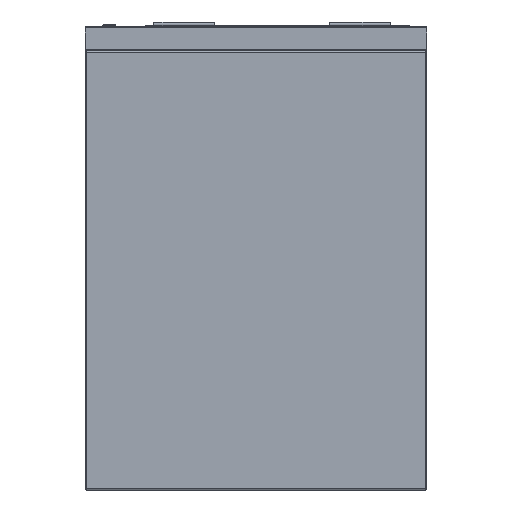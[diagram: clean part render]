
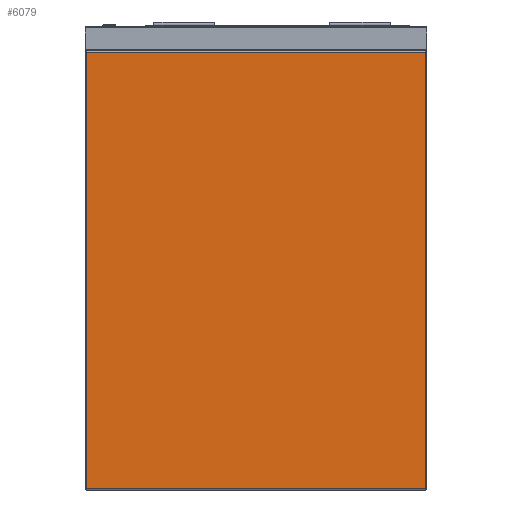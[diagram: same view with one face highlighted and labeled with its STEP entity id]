
A CAD part, left-side view. The second image highlights one B-rep face of the part: STEP entity #6079.
In plain terms, the highlighted planar face has unit normal (-1, 0, 0).
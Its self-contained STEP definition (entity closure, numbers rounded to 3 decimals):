
#246 = PLANE ( 'NONE',  #14128 ) ;
#1687 = DIRECTION ( 'NONE',  ( 0., 0., -1. ) ) ;
#2767 = VERTEX_POINT ( 'NONE', #12491 ) ;
#2883 = EDGE_LOOP ( 'NONE', ( #3140, #15393, #6358, #13843 ) ) ;
#3140 = ORIENTED_EDGE ( 'NONE', *, *, #14020, .T. ) ;
#4760 = LINE ( 'NONE', #7300, #12439 ) ;
#4913 = FACE_OUTER_BOUND ( 'NONE', #2883, .T. ) ;
#5066 = CARTESIAN_POINT ( 'NONE',  ( -297.5, -280., -760. ) ) ;
#6079 = ADVANCED_FACE ( 'Fl�che7', ( #4913 ), #246, .T. ) ;
#6358 = ORIENTED_EDGE ( 'NONE', *, *, #12349, .T. ) ;
#7110 = DIRECTION ( 'NONE',  ( 0., 1., 0. ) ) ;
#7140 = DIRECTION ( 'NONE',  ( 0., 0., 1. ) ) ;
#7300 = CARTESIAN_POINT ( 'NONE',  ( -297.5, -278., -760. ) ) ;
#7893 = VECTOR ( 'NONE', #14345, 1000. ) ;
#8328 = DIRECTION ( 'NONE',  ( -1., 0., 0. ) ) ;
#9054 = CARTESIAN_POINT ( 'NONE',  ( -297.5, 278., -760. ) ) ;
#9184 = CARTESIAN_POINT ( 'NONE',  ( -297.5, 278., -42. ) ) ;
#9485 = CARTESIAN_POINT ( 'NONE',  ( -297.5, 280., -42. ) ) ;
#9990 = VERTEX_POINT ( 'NONE', #9184 ) ;
#10119 = VECTOR ( 'NONE', #1687, 1000. ) ;
#10152 = EDGE_CURVE ( 'NONE', #13030, #9990, #15484, .T. ) ;
#10735 = LINE ( 'NONE', #13100, #7893 ) ;
#12349 = EDGE_CURVE ( 'NONE', #9990, #14661, #13720, .T. ) ;
#12370 = DIRECTION ( 'NONE',  ( 0., 0., 1. ) ) ;
#12439 = VECTOR ( 'NONE', #12370, 1000. ) ;
#12491 = CARTESIAN_POINT ( 'NONE',  ( -297.5, -278., -758. ) ) ;
#12813 = CARTESIAN_POINT ( 'NONE',  ( -297.5, 278., -758. ) ) ;
#13030 = VERTEX_POINT ( 'NONE', #13290 ) ;
#13100 = CARTESIAN_POINT ( 'NONE',  ( -297.5, -280., -758. ) ) ;
#13290 = CARTESIAN_POINT ( 'NONE',  ( -297.5, -278., -42. ) ) ;
#13430 = EDGE_CURVE ( 'NONE', #14661, #2767, #10735, .T. ) ;
#13720 = LINE ( 'NONE', #9054, #10119 ) ;
#13843 = ORIENTED_EDGE ( 'NONE', *, *, #13430, .T. ) ;
#14020 = EDGE_CURVE ( 'NONE', #2767, #13030, #4760, .T. ) ;
#14128 = AXIS2_PLACEMENT_3D ( 'NONE', #5066, #8328, #7140 ) ;
#14345 = DIRECTION ( 'NONE',  ( 0., -1., 0. ) ) ;
#14661 = VERTEX_POINT ( 'NONE', #12813 ) ;
#14835 = VECTOR ( 'NONE', #7110, 1000. ) ;
#15393 = ORIENTED_EDGE ( 'NONE', *, *, #10152, .T. ) ;
#15484 = LINE ( 'NONE', #9485, #14835 ) ;
